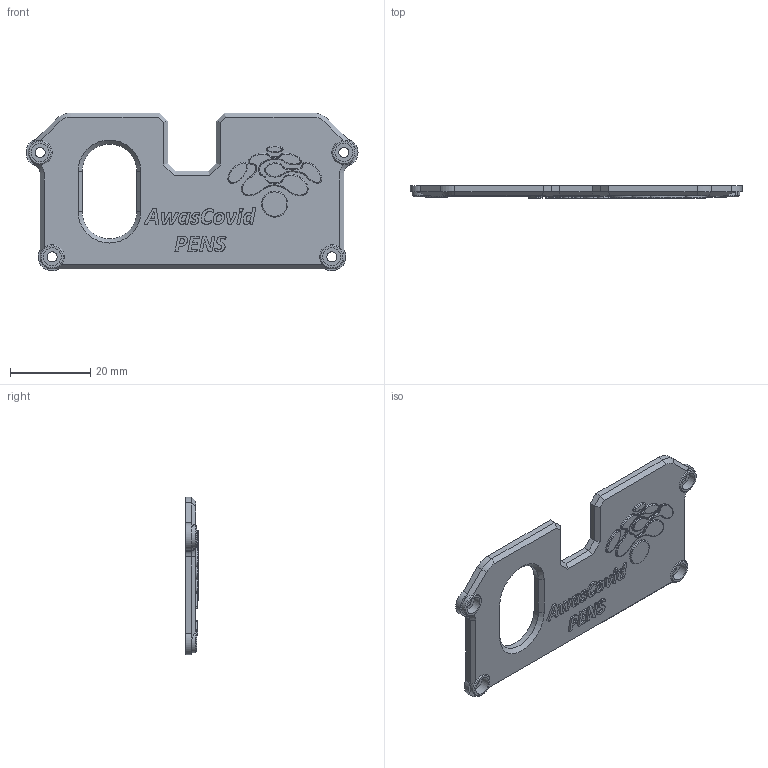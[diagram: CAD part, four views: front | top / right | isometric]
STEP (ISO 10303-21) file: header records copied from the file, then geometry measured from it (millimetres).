
FILE_DESCRIPTION(/* description */ (''),/* implementation_level */ '2;1');
FILE_NAME(/* name */ 'CoverPart2.stp',/* time_stamp */ '2020-09-16T22:26:18+07:00',/* author */ ('Asus'),/* organization */ (''),/* preprocessor_version */ 'ST-DEVELOPER v16.5',/* originating_system */ 'Autodesk Inventor 2017',/* authorisation */ '');
FILE_SCHEMA (('AUTOMOTIVE_DESIGN { 1 0 10303 214 3 1 1 }'));
Length unit declared in the file: millimetre
Products named in the file (1): CoverPart2
Bounding box: 82.51 x 3.08 x 39.25 mm (x, y, z)
Volume: 6114.8 mm3; surface area: 5876.2 mm2
Topology: 1 solids, 1 shells, 351 faces, 908 edges, 587 vertices
Faces by surface type: bspline 180, plane 134, cylinder 24, cone 12, torus 1
Full cylindrical faces by diameter (mm): 2.5 x4, 4.5 x4, 6.469 x1
Entity records: 15407 total; most frequent: CARTESIAN_POINT 7955, ORIENTED_EDGE 1780, DIRECTION 1033, EDGE_CURVE 890, VERTEX_POINT 583, LINE 455, VECTOR 455, EDGE_LOOP 403
